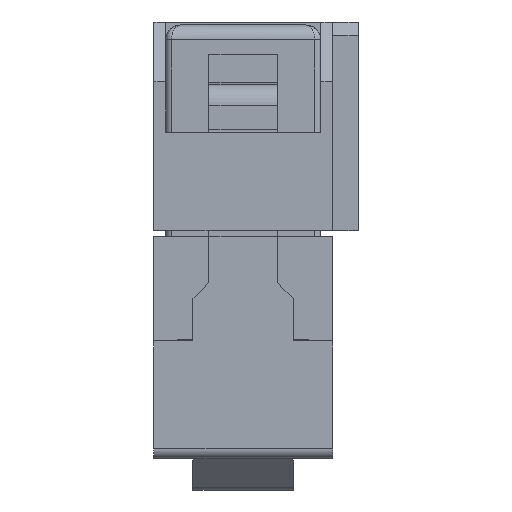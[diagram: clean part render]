
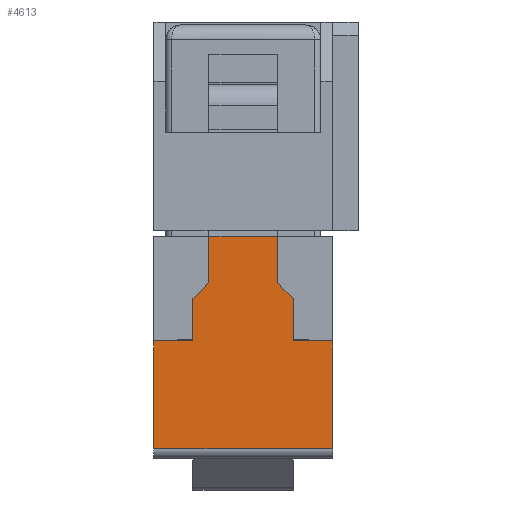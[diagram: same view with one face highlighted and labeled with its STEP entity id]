
A CAD part, left-side view. The second image highlights one B-rep face of the part: STEP entity #4613.
In plain terms, the highlighted planar face has unit normal (-1, 0, 0).
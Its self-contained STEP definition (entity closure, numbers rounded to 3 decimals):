
#4613 = ADVANCED_FACE( '', ( #9012 ), #9013, .T. );
#9012 = FACE_OUTER_BOUND( '', #13621, .T. );
#9013 = PLANE( '', #13622 );
#13621 = EDGE_LOOP( '', ( #26634, #26635, #26636, #26637, #26638, #26639, #26640, #26641, #26642, #26643, #26644, #26645 ) );
#13622 = AXIS2_PLACEMENT_3D( '', #26646, #26647, #26648 );
#26634 = ORIENTED_EDGE( '', *, *, #28257, .T. );
#26635 = ORIENTED_EDGE( '', *, *, #32027, .T. );
#26636 = ORIENTED_EDGE( '', *, *, #31658, .T. );
#26637 = ORIENTED_EDGE( '', *, *, #30196, .T. );
#26638 = ORIENTED_EDGE( '', *, *, #30173, .T. );
#26639 = ORIENTED_EDGE( '', *, *, #31895, .F. );
#26640 = ORIENTED_EDGE( '', *, *, #30851, .T. );
#26641 = ORIENTED_EDGE( '', *, *, #30194, .T. );
#26642 = ORIENTED_EDGE( '', *, *, #32153, .T. );
#26643 = ORIENTED_EDGE( '', *, *, #27543, .T. );
#26644 = ORIENTED_EDGE( '', *, *, #29764, .T. );
#26645 = ORIENTED_EDGE( '', *, *, #31863, .F. );
#26646 = CARTESIAN_POINT( '', ( -34.09, -3., 0. ) );
#26647 = DIRECTION( '', ( -1., 0., 0. ) );
#26648 = DIRECTION( '', ( 0., 0., 1. ) );
#27543 = EDGE_CURVE( '', #33160, #33158, #33161, .F. );
#28257 = EDGE_CURVE( '', #34391, #34389, #34392, .T. );
#29764 = EDGE_CURVE( '', #33158, #36779, #36781, .T. );
#30173 = EDGE_CURVE( '', #37367, #37365, #37368, .T. );
#30194 = EDGE_CURVE( '', #37395, #37393, #37396, .T. );
#30196 = EDGE_CURVE( '', #37391, #37367, #37398, .T. );
#30851 = EDGE_CURVE( '', #38271, #37395, #38272, .T. );
#31658 = EDGE_CURVE( '', #39253, #37391, #39254, .T. );
#31863 = EDGE_CURVE( '', #34391, #36779, #39491, .T. );
#31895 = EDGE_CURVE( '', #38271, #37365, #39524, .T. );
#32027 = EDGE_CURVE( '', #34389, #39253, #39662, .F. );
#32153 = EDGE_CURVE( '', #37393, #33160, #39789, .T. );
#33158 = VERTEX_POINT( '', #41183 );
#33160 = VERTEX_POINT( '', #41186 );
#33161 = LINE( '', #41187, #41188 );
#34389 = VERTEX_POINT( '', #42986 );
#34391 = VERTEX_POINT( '', #42989 );
#34392 = LINE( '', #42990, #42991 );
#36779 = VERTEX_POINT( '', #46547 );
#36781 = LINE( '', #46550, #46551 );
#37365 = VERTEX_POINT( '', #47448 );
#37367 = VERTEX_POINT( '', #47450 );
#37368 = LINE( '', #47451, #47452 );
#37391 = VERTEX_POINT( '', #47486 );
#37393 = VERTEX_POINT( '', #47489 );
#37395 = VERTEX_POINT( '', #47492 );
#37396 = LINE( '', #47493, #47494 );
#37398 = LINE( '', #47497, #47498 );
#38271 = VERTEX_POINT( '', #48824 );
#38272 = LINE( '', #48825, #48826 );
#39253 = VERTEX_POINT( '', #50385 );
#39254 = LINE( '', #50386, #50387 );
#39491 = LINE( '', #50769, #50770 );
#39524 = LINE( '', #50815, #50816 );
#39662 = LINE( '', #51034, #51035 );
#39789 = LINE( '', #51196, #51197 );
#41183 = CARTESIAN_POINT( '', ( -34.09, -1.15, 5.5 ) );
#41186 = CARTESIAN_POINT( '', ( -34.09, -1.685, 4.965 ) );
#41187 = CARTESIAN_POINT( '', ( -34.09, -4.825, 1.825 ) );
#41188 = VECTOR( '', #51791, 1000. );
#42986 = CARTESIAN_POINT( '', ( -34.09, 1.15, 5.5 ) );
#42989 = CARTESIAN_POINT( '', ( -34.09, 1.15, 7.05 ) );
#42990 = CARTESIAN_POINT( '', ( -34.09, 1.15, 6.95 ) );
#42991 = VECTOR( '', #52490, 1000. );
#46547 = CARTESIAN_POINT( '', ( -34.09, -1.15, 7.05 ) );
#46550 = CARTESIAN_POINT( '', ( -34.09, -1.15, 5.5 ) );
#46551 = VECTOR( '', #53913, 1000. );
#47448 = CARTESIAN_POINT( '', ( -34.09, 3., -0.07 ) );
#47450 = CARTESIAN_POINT( '', ( -34.09, 3., 3.55 ) );
#47451 = CARTESIAN_POINT( '', ( -34.09, 3., 3.55 ) );
#47452 = VECTOR( '', #54286, 1000. );
#47486 = CARTESIAN_POINT( '', ( -34.09, 1.685, 3.55 ) );
#47489 = CARTESIAN_POINT( '', ( -34.09, -1.685, 3.55 ) );
#47492 = CARTESIAN_POINT( '', ( -34.09, -3., 3.55 ) );
#47493 = CARTESIAN_POINT( '', ( -34.09, -3., 3.55 ) );
#47494 = VECTOR( '', #54303, 1000. );
#47497 = CARTESIAN_POINT( '', ( -34.09, -3., 3.55 ) );
#47498 = VECTOR( '', #54305, 1000. );
#48824 = CARTESIAN_POINT( '', ( -34.09, -3., -0.07 ) );
#48825 = CARTESIAN_POINT( '', ( -34.09, -3., 0. ) );
#48826 = VECTOR( '', #54893, 1000. );
#50385 = CARTESIAN_POINT( '', ( -34.09, 1.685, 4.965 ) );
#50386 = CARTESIAN_POINT( '', ( -34.09, 1.685, 5.5 ) );
#50387 = VECTOR( '', #55441, 1000. );
#50769 = CARTESIAN_POINT( '', ( -34.09, 1.15, 7.05 ) );
#50770 = VECTOR( '', #55590, 1000. );
#50815 = CARTESIAN_POINT( '', ( -34.09, -3., -0.07 ) );
#50816 = VECTOR( '', #55608, 1000. );
#51034 = CARTESIAN_POINT( '', ( -34.09, 1.825, 4.825 ) );
#51035 = VECTOR( '', #55674, 1000. );
#51196 = CARTESIAN_POINT( '', ( -34.09, -1.685, 3.55 ) );
#51197 = VECTOR( '', #55703, 1000. );
#51791 = DIRECTION( '', ( 0., -0.707, -0.707 ) );
#52490 = DIRECTION( '', ( 0., 0., -1. ) );
#53913 = DIRECTION( '', ( 0., 0., 1. ) );
#54286 = DIRECTION( '', ( 0., 0., -1. ) );
#54303 = DIRECTION( '', ( 0., 1., 0. ) );
#54305 = DIRECTION( '', ( 0., 1., 0. ) );
#54893 = DIRECTION( '', ( 0., 0., 1. ) );
#55441 = DIRECTION( '', ( 0., 0., -1. ) );
#55590 = DIRECTION( '', ( 0., -1., 0. ) );
#55608 = DIRECTION( '', ( 0., 1., 0. ) );
#55674 = DIRECTION( '', ( 0., -0.707, 0.707 ) );
#55703 = DIRECTION( '', ( 0., 0., 1. ) );
